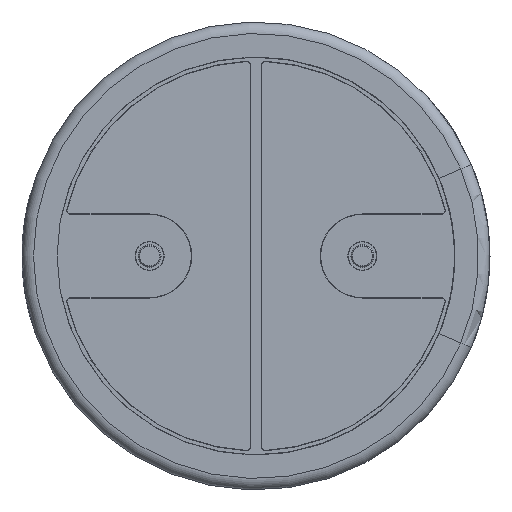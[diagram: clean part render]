
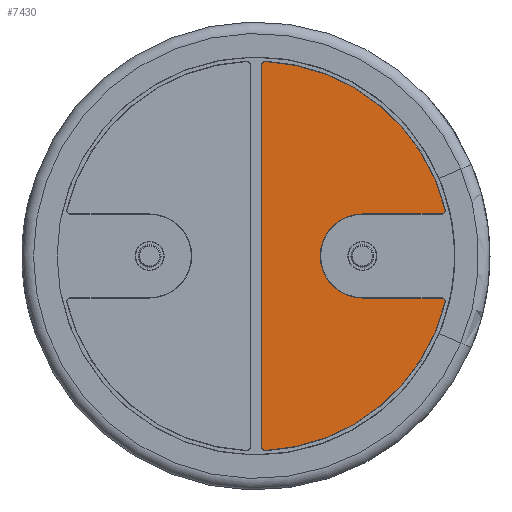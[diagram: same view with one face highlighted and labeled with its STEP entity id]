
A CAD part, front view. The second image highlights one B-rep face of the part: STEP entity #7430.
In plain terms, the highlighted planar face has unit normal (0, -1, 0).
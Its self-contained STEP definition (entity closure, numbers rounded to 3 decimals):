
#68=PLANE('',#7908);
#415=CIRCLE('',#7873,0.182);
#418=CIRCLE('',#7878,0.182);
#421=CIRCLE('',#7882,9.152);
#424=CIRCLE('',#7886,0.182);
#428=CIRCLE('',#7892,1.976);
#432=CIRCLE('',#7898,0.182);
#434=CIRCLE('',#7901,9.152);
#652=FACE_OUTER_BOUND('',#967,.T.);
#967=EDGE_LOOP('',(#6411,#6412,#6413,#6414,#6415,#6416,#6417,#6418,#6419,
#6420));
#1286=LINE('',#15379,#1576);
#1288=LINE('',#15403,#1578);
#1290=LINE('',#15415,#1580);
#1576=VECTOR('',#8969,10.);
#1578=VECTOR('',#8999,10.);
#1580=VECTOR('',#9013,10.);
#3173=VERTEX_POINT('',#15367);
#3176=VERTEX_POINT('',#15372);
#3178=VERTEX_POINT('',#15377);
#3180=VERTEX_POINT('',#15383);
#3182=VERTEX_POINT('',#15389);
#3184=VERTEX_POINT('',#15395);
#3186=VERTEX_POINT('',#15401);
#3188=VERTEX_POINT('',#15407);
#3190=VERTEX_POINT('',#15413);
#3192=VERTEX_POINT('',#15419);
#4266=EDGE_CURVE('',#3176,#3173,#415,.T.);
#4268=EDGE_CURVE('',#3178,#3176,#1286,.T.);
#4271=EDGE_CURVE('',#3180,#3178,#418,.T.);
#4274=EDGE_CURVE('',#3182,#3180,#421,.T.);
#4277=EDGE_CURVE('',#3184,#3182,#424,.T.);
#4280=EDGE_CURVE('',#3186,#3184,#1288,.T.);
#4283=EDGE_CURVE('',#3188,#3186,#428,.T.);
#4286=EDGE_CURVE('',#3190,#3188,#1290,.T.);
#4289=EDGE_CURVE('',#3192,#3190,#432,.T.);
#4291=EDGE_CURVE('',#3173,#3192,#434,.T.);
#6411=ORIENTED_EDGE('',*,*,#4266,.F.);
#6412=ORIENTED_EDGE('',*,*,#4268,.F.);
#6413=ORIENTED_EDGE('',*,*,#4271,.F.);
#6414=ORIENTED_EDGE('',*,*,#4274,.F.);
#6415=ORIENTED_EDGE('',*,*,#4277,.F.);
#6416=ORIENTED_EDGE('',*,*,#4280,.F.);
#6417=ORIENTED_EDGE('',*,*,#4283,.F.);
#6418=ORIENTED_EDGE('',*,*,#4286,.F.);
#6419=ORIENTED_EDGE('',*,*,#4289,.F.);
#6420=ORIENTED_EDGE('',*,*,#4291,.F.);
#7430=ADVANCED_FACE('',(#652),#68,.F.);
#7873=AXIS2_PLACEMENT_3D('',#15374,#8963,#8964);
#7878=AXIS2_PLACEMENT_3D('',#15385,#8975,#8976);
#7882=AXIS2_PLACEMENT_3D('',#15391,#8983,#8984);
#7886=AXIS2_PLACEMENT_3D('',#15397,#8991,#8992);
#7892=AXIS2_PLACEMENT_3D('',#15409,#9005,#9006);
#7898=AXIS2_PLACEMENT_3D('',#15421,#9019,#9020);
#7901=AXIS2_PLACEMENT_3D('',#15424,#9025,#9026);
#7908=AXIS2_PLACEMENT_3D('',#15437,#9045,#9046);
#8963=DIRECTION('center_axis',(0.,1.,0.));
#8964=DIRECTION('ref_axis',(-0.689,0.,0.725));
#8969=DIRECTION('',(0.,0.,1.));
#8975=DIRECTION('center_axis',(0.,1.,0.));
#8976=DIRECTION('ref_axis',(-0.689,0.,-0.725));
#8983=DIRECTION('center_axis',(0.,1.,0.));
#8984=DIRECTION('ref_axis',(0.636,0.,-0.772));
#8991=DIRECTION('center_axis',(0.,1.,0.));
#8992=DIRECTION('ref_axis',(0.788,0.,0.616));
#8999=DIRECTION('',(1.,0.,0.));
#9005=DIRECTION('center_axis',(0.,-1.,0.));
#9006=DIRECTION('ref_axis',(-1.,0.,0.));
#9013=DIRECTION('',(-1.,0.,0.));
#9019=DIRECTION('center_axis',(0.,1.,0.));
#9020=DIRECTION('ref_axis',(0.788,0.,-0.616));
#9025=DIRECTION('center_axis',(0.,1.,0.));
#9026=DIRECTION('ref_axis',(0.636,0.,0.772));
#9045=DIRECTION('center_axis',(0.,1.,0.));
#9046=DIRECTION('ref_axis',(0.,0.,1.));
#15367=CARTESIAN_POINT('',(0.459,-0.12,9.14));
#15372=CARTESIAN_POINT('',(0.268,-0.12,8.959));
#15374=CARTESIAN_POINT('Origin',(0.45,-0.12,8.959));
#15377=CARTESIAN_POINT('',(0.268,-0.12,-8.959));
#15379=CARTESIAN_POINT('',(0.268,-0.12,4.479));
#15383=CARTESIAN_POINT('',(0.459,-0.12,-9.14));
#15385=CARTESIAN_POINT('Origin',(0.45,-0.12,-8.959));
#15389=CARTESIAN_POINT('',(8.883,-0.12,-2.202));
#15391=CARTESIAN_POINT('Origin',(0.,-0.12,0.));
#15395=CARTESIAN_POINT('',(8.706,-0.12,-1.976));
#15397=CARTESIAN_POINT('Origin',(8.706,-0.12,-2.158));
#15401=CARTESIAN_POINT('',(5.,-0.12,-1.976));
#15403=CARTESIAN_POINT('',(6.642,-0.12,-1.976));
#15407=CARTESIAN_POINT('',(5.,-0.12,1.976));
#15409=CARTESIAN_POINT('Origin',(5.,-0.12,0.));
#15413=CARTESIAN_POINT('',(8.706,-0.12,1.976));
#15415=CARTESIAN_POINT('',(4.789,-0.12,1.976));
#15419=CARTESIAN_POINT('',(8.883,-0.12,2.202));
#15421=CARTESIAN_POINT('Origin',(8.706,-0.12,2.158));
#15424=CARTESIAN_POINT('Origin',(0.,-0.12,0.));
#15437=CARTESIAN_POINT('Origin',(4.578,-0.12,0.));
